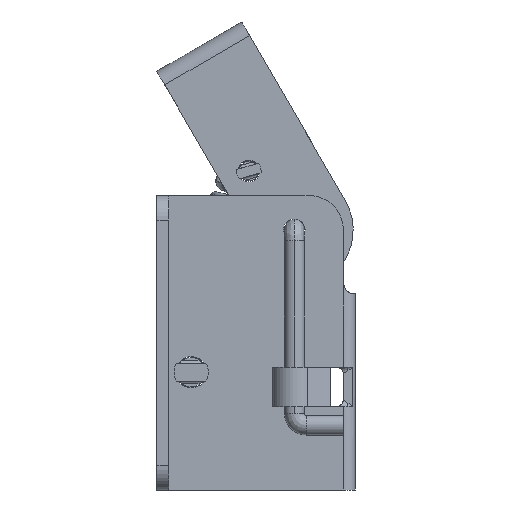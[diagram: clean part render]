
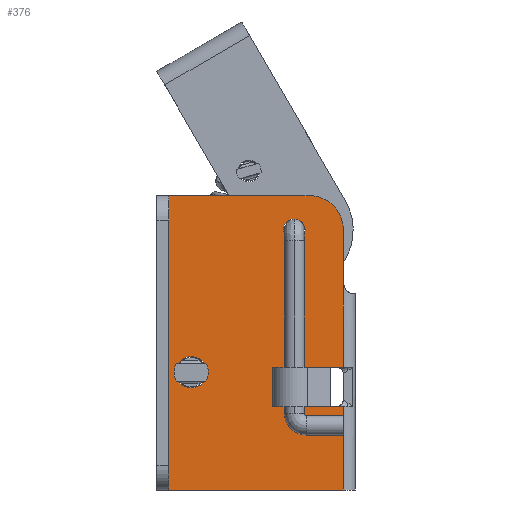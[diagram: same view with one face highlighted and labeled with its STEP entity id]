
A CAD part, left-side view. The second image highlights one B-rep face of the part: STEP entity #376.
In plain terms, the highlighted planar face has unit normal (-1, 0, 0).
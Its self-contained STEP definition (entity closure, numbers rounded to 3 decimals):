
#376=ADVANCED_FACE('',(#1345,#1346,#1347),#1344,.T.);
#1344=PLANE('',#3776);
#1345=FACE_OUTER_BOUND('',#3777,.T.);
#1346=FACE_BOUND('',#3778,.T.);
#1347=FACE_BOUND('',#3779,.T.);
#3773=CARTESIAN_POINT('',(5.8,-20.78,-21.));
#3774=DIRECTION('',(-1.,0.,0.));
#3775=DIRECTION('',(0.,0.,1.));
#3776=AXIS2_PLACEMENT_3D('',#3773,#3774,#3775);
#3777=EDGE_LOOP('',(#8431,#8432,#8433,#8434,#8435,#8436,#8437,#8438,#8439,#8440,#8441,#8442));
#3778=EDGE_LOOP('',(#8443,#8444,#8445));
#3779=EDGE_LOOP('',(#8446,#8447,#8448));
#8431=ORIENTED_EDGE('',*,*,#9573,.T.);
#8432=ORIENTED_EDGE('',*,*,#9519,.T.);
#8433=ORIENTED_EDGE('',*,*,#9526,.F.);
#8434=ORIENTED_EDGE('',*,*,#9582,.F.);
#8435=ORIENTED_EDGE('',*,*,#9583,.F.);
#8436=ORIENTED_EDGE('',*,*,#9540,.T.);
#8437=ORIENTED_EDGE('',*,*,#9584,.F.);
#8438=ORIENTED_EDGE('',*,*,#9513,.T.);
#8439=ORIENTED_EDGE('',*,*,#9585,.F.);
#8440=ORIENTED_EDGE('',*,*,#9586,.T.);
#8441=ORIENTED_EDGE('',*,*,#9587,.F.);
#8442=ORIENTED_EDGE('',*,*,#9588,.T.);
#8443=ORIENTED_EDGE('',*,*,#9589,.F.);
#8444=ORIENTED_EDGE('',*,*,#9590,.F.);
#8445=ORIENTED_EDGE('',*,*,#9591,.F.);
#8446=ORIENTED_EDGE('',*,*,#9592,.F.);
#8447=ORIENTED_EDGE('',*,*,#9593,.F.);
#8448=ORIENTED_EDGE('',*,*,#9594,.F.);
#9513=EDGE_CURVE('',#11184,#11177,#11185,.T.);
#9519=EDGE_CURVE('',#11226,#11219,#11227,.T.);
#9526=EDGE_CURVE('',#11273,#11219,#11274,.T.);
#9540=EDGE_CURVE('',#11368,#11369,#11370,.T.);
#9573=EDGE_CURVE('',#11593,#11226,#11594,.T.);
#9582=EDGE_CURVE('',#11655,#11273,#11656,.T.);
#9583=EDGE_CURVE('',#11368,#11655,#11662,.T.);
#9584=EDGE_CURVE('',#11184,#11369,#11668,.T.);
#9585=EDGE_CURVE('',#11674,#11177,#11675,.T.);
#9586=EDGE_CURVE('',#11674,#11681,#11682,.T.);
#9587=EDGE_CURVE('',#11688,#11681,#11689,.T.);
#9588=EDGE_CURVE('',#11688,#11593,#11695,.T.);
#9589=EDGE_CURVE('',#11701,#11702,#11703,.T.);
#9590=EDGE_CURVE('',#11709,#11701,#11710,.T.);
#9591=EDGE_CURVE('',#11702,#11709,#11716,.T.);
#9592=EDGE_CURVE('',#11722,#11723,#11724,.T.);
#9593=EDGE_CURVE('',#11730,#11722,#11731,.T.);
#9594=EDGE_CURVE('',#11723,#11730,#11737,.T.);
#11177=VERTEX_POINT('',#15199);
#11184=VERTEX_POINT('',#15212);
#11185=LINE('',#15213,#15214);
#11219=VERTEX_POINT('',#15235);
#11226=VERTEX_POINT('',#15240);
#11227=LINE('',#15241,#15242);
#11273=VERTEX_POINT('',#15281);
#11274=LINE('',#15282,#15283);
#11368=VERTEX_POINT('',#15347);
#11369=VERTEX_POINT('',#15348);
#11370=LINE('',#15349,#15350);
#11593=VERTEX_POINT('',#15483);
#11594=LINE('',#15484,#15485);
#11655=VERTEX_POINT('',#15521);
#11656=LINE('',#15522,#15523);
#11662=LINE('',#15525,#15526);
#11668=LINE('',#15528,#15529);
#11674=VERTEX_POINT('',#15531);
#11675=LINE('',#15532,#15533);
#11681=VERTEX_POINT('',#15535);
#11682=CIRCLE('',#15539,3.5);
#11688=VERTEX_POINT('',#15540);
#11689=LINE('',#15541,#15542);
#11695=LINE('',#15544,#15545);
#11701=VERTEX_POINT('',#15547);
#11702=VERTEX_POINT('',#15548);
#11703=CIRCLE('',#15552,1.6);
#11709=VERTEX_POINT('',#15553);
#11710=CIRCLE('',#15557,1.6);
#11716=CIRCLE('',#15561,1.6);
#11722=VERTEX_POINT('',#15562);
#11723=VERTEX_POINT('',#15563);
#11724=CIRCLE('',#15567,1.1);
#11730=VERTEX_POINT('',#15568);
#11731=CIRCLE('',#15572,1.1);
#11737=CIRCLE('',#15576,1.1);
#15199=CARTESIAN_POINT('',(5.8,-19.,3.2));
#15212=CARTESIAN_POINT('',(5.8,-19.,-5.5));
#15213=CARTESIAN_POINT('',(5.8,-19.,-5.5));
#15214=VECTOR('',#15215,8.7);
#15215=DIRECTION('',(0.,0.,1.));
#15235=CARTESIAN_POINT('',(5.8,-19.,-9.5));
#15240=CARTESIAN_POINT('',(5.8,-19.,-18.));
#15241=CARTESIAN_POINT('',(5.8,-19.,-18.));
#15242=VECTOR('',#15243,8.5);
#15243=DIRECTION('',(0.,0.,1.));
#15281=CARTESIAN_POINT('',(5.8,-13.,-9.5));
#15282=CARTESIAN_POINT('',(5.8,-13.,-9.5));
#15283=VECTOR('',#15284,6.);
#15284=DIRECTION('',(0.,-1.,0.));
#15347=CARTESIAN_POINT('',(5.8,-11.8,-5.5));
#15348=CARTESIAN_POINT('',(5.8,-13.,-5.5));
#15349=CARTESIAN_POINT('',(5.8,-11.8,-5.5));
#15350=VECTOR('',#15351,1.2);
#15351=DIRECTION('',(0.,-1.,0.));
#15483=CARTESIAN_POINT('',(5.8,-1.2,-18.));
#15484=CARTESIAN_POINT('',(5.8,-1.2,-18.));
#15485=VECTOR('',#15486,17.8);
#15486=DIRECTION('',(0.,-1.,0.));
#15521=CARTESIAN_POINT('',(5.8,-11.8,-9.5));
#15522=CARTESIAN_POINT('',(5.8,-11.8,-9.5));
#15523=VECTOR('',#15524,1.2);
#15524=DIRECTION('',(0.,-1.,0.));
#15525=CARTESIAN_POINT('',(5.8,-11.8,-5.5));
#15526=VECTOR('',#15527,4.);
#15527=DIRECTION('',(0.,0.,-1.));
#15528=CARTESIAN_POINT('',(5.8,-19.,-5.5));
#15529=VECTOR('',#15530,6.);
#15530=DIRECTION('',(0.,1.,0.));
#15531=CARTESIAN_POINT('',(5.8,-19.,8.5));
#15532=CARTESIAN_POINT('',(5.8,-19.,8.5));
#15533=VECTOR('',#15534,5.3);
#15534=DIRECTION('',(0.,0.,-1.));
#15535=CARTESIAN_POINT('',(5.8,-15.5,12.));
#15536=CARTESIAN_POINT('',(5.8,-15.5,8.5));
#15537=DIRECTION('',(-1.,0.,0.));
#15538=DIRECTION('',(0.,0.,-1.));
#15539=AXIS2_PLACEMENT_3D('',#15536,#15537,#15538);
#15540=CARTESIAN_POINT('',(5.8,-1.2,12.));
#15541=CARTESIAN_POINT('',(5.8,-1.2,12.));
#15542=VECTOR('',#15543,14.3);
#15543=DIRECTION('',(0.,-1.,0.));
#15544=CARTESIAN_POINT('',(5.8,-1.2,12.));
#15545=VECTOR('',#15546,30.);
#15546=DIRECTION('',(0.,0.,-1.));
#15547=CARTESIAN_POINT('',(5.8,-3.5,-7.6));
#15548=CARTESIAN_POINT('',(5.8,-5.1,-6.));
#15549=CARTESIAN_POINT('',(5.8,-3.5,-6.));
#15550=DIRECTION('',(-1.,0.,0.));
#15551=DIRECTION('',(0.,-1.,0.));
#15552=AXIS2_PLACEMENT_3D('',#15549,#15550,#15551);
#15553=CARTESIAN_POINT('',(5.8,-3.5,-4.4));
#15554=CARTESIAN_POINT('',(5.8,-3.5,-6.));
#15555=DIRECTION('',(-1.,0.,0.));
#15556=DIRECTION('',(0.,-1.,0.));
#15557=AXIS2_PLACEMENT_3D('',#15554,#15555,#15556);
#15558=CARTESIAN_POINT('',(5.8,-3.5,-6.));
#15559=DIRECTION('',(-1.,0.,0.));
#15560=DIRECTION('',(0.,-1.,0.));
#15561=AXIS2_PLACEMENT_3D('',#15558,#15559,#15560);
#15562=CARTESIAN_POINT('',(5.8,-14.,7.4));
#15563=CARTESIAN_POINT('',(5.8,-15.1,8.5));
#15564=CARTESIAN_POINT('',(5.8,-14.,8.5));
#15565=DIRECTION('',(-1.,0.,0.));
#15566=DIRECTION('',(0.,-1.,0.));
#15567=AXIS2_PLACEMENT_3D('',#15564,#15565,#15566);
#15568=CARTESIAN_POINT('',(5.8,-14.,9.6));
#15569=CARTESIAN_POINT('',(5.8,-14.,8.5));
#15570=DIRECTION('',(-1.,0.,0.));
#15571=DIRECTION('',(0.,-1.,0.));
#15572=AXIS2_PLACEMENT_3D('',#15569,#15570,#15571);
#15573=CARTESIAN_POINT('',(5.8,-14.,8.5));
#15574=DIRECTION('',(-1.,0.,0.));
#15575=DIRECTION('',(0.,-1.,0.));
#15576=AXIS2_PLACEMENT_3D('',#15573,#15574,#15575);
